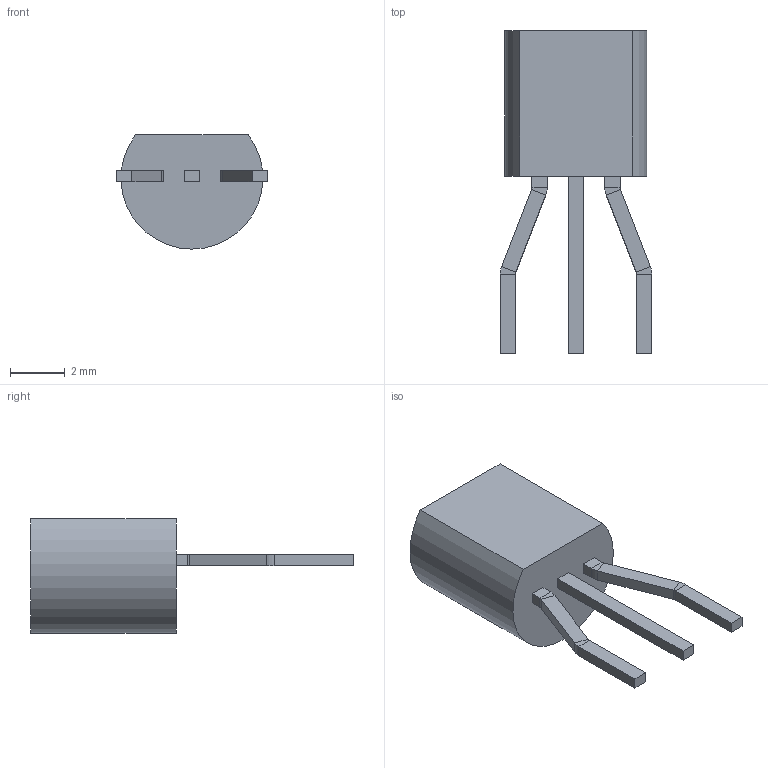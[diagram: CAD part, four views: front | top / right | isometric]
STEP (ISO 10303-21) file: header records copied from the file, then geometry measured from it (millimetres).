
FILE_DESCRIPTION (( 'STEP AP214' ), '1' );
FILE_NAME ('TO-92-Form_A.STP', '2019-06-11T11:28:53', ( '' ), ( '' ), 'SwSTEP 2.0', 'SolidWorks 2015', '' );
FILE_SCHEMA (( 'AUTOMOTIVE_DESIGN' ));
Length unit declared in the file: millimetre
Products named in the file (1): TO-92-Form_A
Bounding box: 5.56 x 11.84 x 4.19 mm (x, y, z)
Volume: 102.7 mm3; surface area: 160.8 mm2
Topology: 4 solids, 4 shells, 55 faces, 109 edges, 62 vertices
Faces by surface type: plane 45, cylinder 10
Entity records: 2033 total; most frequent: DIRECTION 241, CARTESIAN_POINT 227, ORIENTED_EDGE 218, EDGE_CURVE 109, LINE 89, VECTOR 89, AXIS2_PLACEMENT_3D 76, VERTEX_POINT 62
